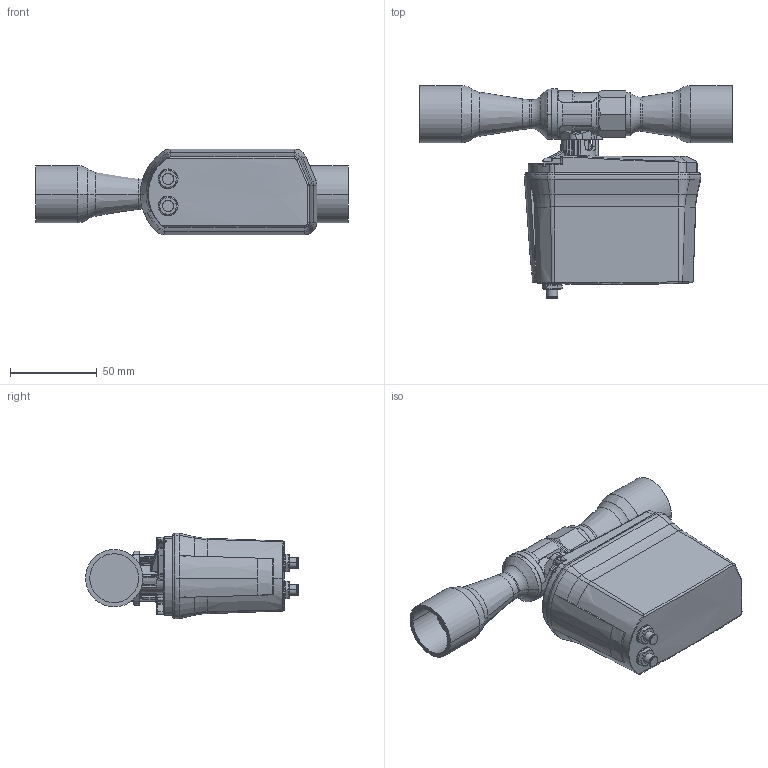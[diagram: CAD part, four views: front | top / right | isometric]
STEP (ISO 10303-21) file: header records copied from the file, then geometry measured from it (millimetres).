
FILE_DESCRIPTION (( 'STEP AP214' ), '1' );
FILE_NAME ('X8028M.1A3A3.STEP', '2024-11-29T13:07:18', ( '' ), ( '' ), 'SwSTEP 2.0', 'SolidWorks 2024', '' );
FILE_SCHEMA (( 'AUTOMOTIVE_DESIGN' ));
Length unit declared in the file: millimetre
Products named in the file (1): X8028M.1A3A3
Bounding box: 180 x 122.6 x 49.49 mm (x, y, z)
Volume: 372951 mm3; surface area: 53734.2 mm2
Topology: 1 solids, 2 shells, 905 faces, 2291 edges, 1370 vertices
Faces by surface type: bspline 237, plane 190, cylinder 179, cone 160, torus 115, sphere 24
Entity records: 44921 total; most frequent: CARTESIAN_POINT 23839, ORIENTED_EDGE 4542, DIRECTION 3270, EDGE_CURVE 2271, AXIS2_PLACEMENT_3D 1377, VERTEX_POINT 1370, B_SPLINE_CURVE_WITH_KNOTS 1006, EDGE_LOOP 925
